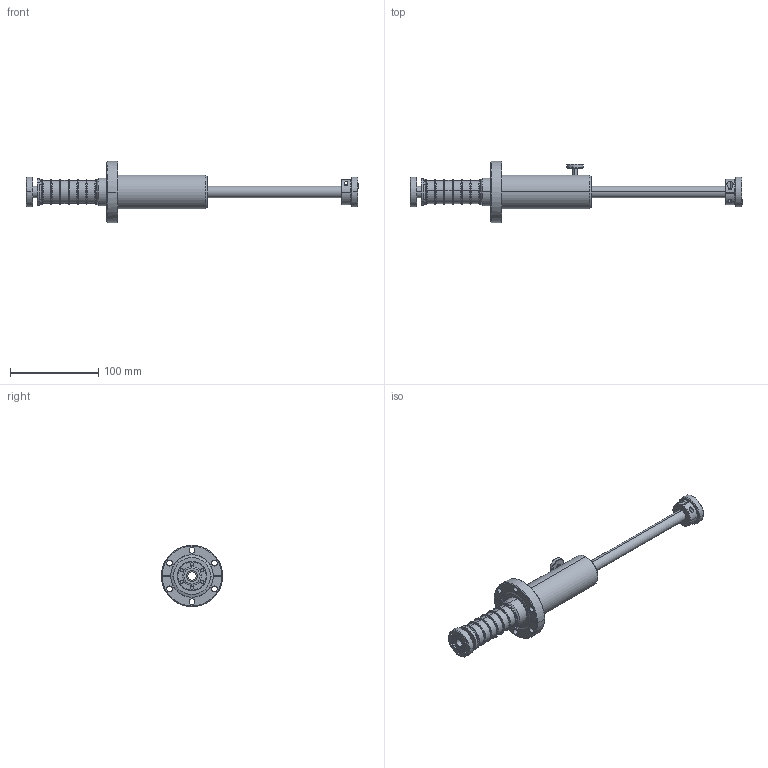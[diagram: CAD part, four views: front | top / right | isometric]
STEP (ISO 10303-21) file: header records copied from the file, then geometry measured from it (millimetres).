
FILE_DESCRIPTION (( 'STEP AP214' ), '1' );
FILE_NAME ('QN111637-01, FLMH-275-50-6_2CF_37.STEP', '2019-06-21T17:31:30', ( '' ), ( '' ), 'SwSTEP 2.0', 'SolidWorks 2010', '' );
FILE_SCHEMA (( 'AUTOMOTIVE_DESIGN' ));
Length unit declared in the file: inch
Products named in the file (1): QN111637-01, FLMH-275-50-6_2CF_37
Bounding box: 376.83 x 69.34 x 69.34 mm (x, y, z)
Surface area: 70989 mm2 (no closed solid volume)
Topology: 0 solids, 32 shells, 254 faces, 640 edges, 422 vertices
Faces by surface type: cylinder 143, plane 55, cone 54, torus 2
Entity records: 11380 total; most frequent: CARTESIAN_POINT 1621, DIRECTION 1515, ORIENTED_EDGE 1131, EDGE_CURVE 640, AXIS2_PLACEMENT_3D 634, VERTEX_POINT 422, CIRCLE 379, EDGE_LOOP 329
